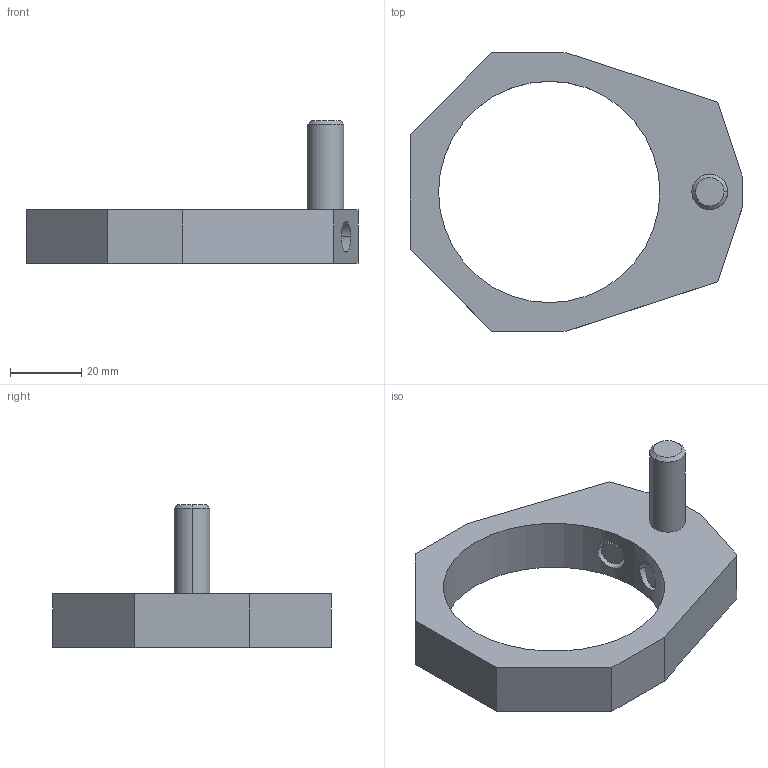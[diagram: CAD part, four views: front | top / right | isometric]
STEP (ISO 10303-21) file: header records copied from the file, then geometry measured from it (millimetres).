
FILE_DESCRIPTION(('STEP AP214'),'1');
FILE_NAME('HALDERN_EH_23310_0351.stp','2015-05-04T09:25:20',('TraceParts'),('TraceParts S.A.'),'Spatial InterOp 3D',' ',' ');
FILE_SCHEMA(('automotive_design'));
Length unit declared in the file: millimetre
Products named in the file (1): 1
Bounding box: 93 x 78 x 40 mm (x, y, z)
Volume: 43093.8 mm3; surface area: 14263.5 mm2
Topology: 1 solids, 1 shells, 74 faces, 178 edges, 112 vertices
Faces by surface type: plane 32, cone 24, cylinder 18
Entity records: 2784 total; most frequent: CARTESIAN_POINT 461, DIRECTION 362, ORIENTED_EDGE 348, EDGE_CURVE 174, AXIS2_PLACEMENT_3D 133, VERTEX_POINT 112, LINE 96, VECTOR 96
